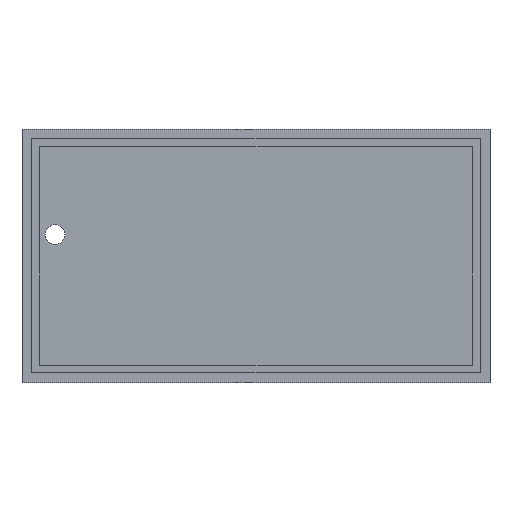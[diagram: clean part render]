
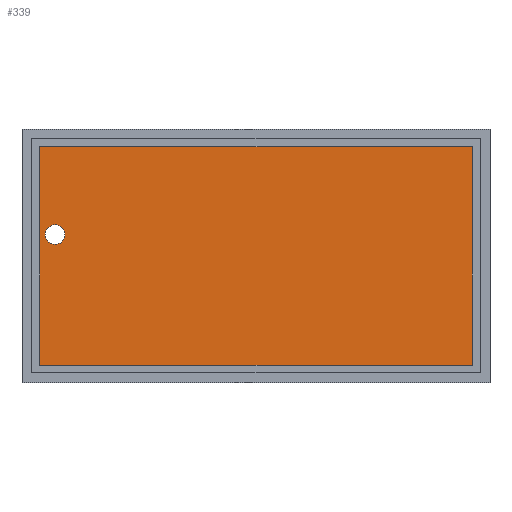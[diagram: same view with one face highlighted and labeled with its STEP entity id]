
A CAD part, top view. The second image highlights one B-rep face of the part: STEP entity #339.
In plain terms, the highlighted planar face has unit normal (0, 0, 1).
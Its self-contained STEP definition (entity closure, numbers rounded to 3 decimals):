
#6 = VERTEX_POINT ( 'NONE', #256 ) ;
#13 = ORIENTED_EDGE ( 'NONE', *, *, #471, .T. ) ;
#19 = CARTESIAN_POINT ( 'NONE',  ( 4.5, 60.5, -1.12 ) ) ;
#28 = VERTEX_POINT ( 'NONE', #84 ) ;
#46 = EDGE_CURVE ( 'NONE', #28, #6, #125, .T. ) ;
#49 = DIRECTION ( 'NONE',  ( 0., 0., -1. ) ) ;
#54 = DIRECTION ( 'NONE',  ( 1., 0., 0. ) ) ;
#57 = DIRECTION ( 'NONE',  ( 0., 0., 1. ) ) ;
#73 = CIRCLE ( 'NONE', #142, 2.5 ) ;
#76 = CARTESIAN_POINT ( 'NONE',  ( 4.5, 60.5, -1.12 ) ) ;
#84 = CARTESIAN_POINT ( 'NONE',  ( 115.5, 60.5, -1.12 ) ) ;
#90 = CARTESIAN_POINT ( 'NONE',  ( 115.5, 60.5, -1.12 ) ) ;
#96 = CARTESIAN_POINT ( 'NONE',  ( 4.5, 60.5, -1.12 ) ) ;
#109 = CARTESIAN_POINT ( 'NONE',  ( 4.5, 4.5, -1.12 ) ) ;
#114 = CARTESIAN_POINT ( 'NONE',  ( 8.5, 38., -1.12 ) ) ;
#120 = EDGE_LOOP ( 'NONE', ( #197, #473, #189, #13 ) ) ;
#124 = CARTESIAN_POINT ( 'NONE',  ( 8.5, 38., -1.12 ) ) ;
#125 = LINE ( 'NONE', #90, #414 ) ;
#128 = EDGE_CURVE ( 'NONE', #412, #441, #73, .T. ) ;
#139 = LINE ( 'NONE', #96, #440 ) ;
#142 = AXIS2_PLACEMENT_3D ( 'NONE', #124, #57, #387 ) ;
#189 = ORIENTED_EDGE ( 'NONE', *, *, #551, .F. ) ;
#197 = ORIENTED_EDGE ( 'NONE', *, *, #234, .T. ) ;
#201 = AXIS2_PLACEMENT_3D ( 'NONE', #267, #49, #533 ) ;
#205 = ORIENTED_EDGE ( 'NONE', *, *, #385, .F. ) ;
#234 = EDGE_CURVE ( 'NONE', #415, #6, #238, .T. ) ;
#238 = LINE ( 'NONE', #109, #383 ) ;
#244 = CARTESIAN_POINT ( 'NONE',  ( 11., 38., -1.12 ) ) ;
#245 = DIRECTION ( 'NONE',  ( 1., 0., 0. ) ) ;
#248 = DIRECTION ( 'NONE',  ( 0., -1., 0. ) ) ;
#256 = CARTESIAN_POINT ( 'NONE',  ( 115.5, 4.5, -1.12 ) ) ;
#267 = CARTESIAN_POINT ( 'NONE',  ( 0., 0., -1.12 ) ) ;
#275 = EDGE_LOOP ( 'NONE', ( #395, #205 ) ) ;
#285 = DIRECTION ( 'NONE',  ( -1., 0., 0. ) ) ;
#302 = FACE_OUTER_BOUND ( 'NONE', #120, .T. ) ;
#307 = CIRCLE ( 'NONE', #333, 2.5 ) ;
#333 = AXIS2_PLACEMENT_3D ( 'NONE', #114, #459, #285 ) ;
#339 = ADVANCED_FACE ( 'NONE', ( #302, #472 ), #475, .F. ) ;
#371 = LINE ( 'NONE', #76, #477 ) ;
#383 = VECTOR ( 'NONE', #245, 1000. ) ;
#385 = EDGE_CURVE ( 'NONE', #441, #412, #307, .T. ) ;
#387 = DIRECTION ( 'NONE',  ( -1., 0., 0. ) ) ;
#395 = ORIENTED_EDGE ( 'NONE', *, *, #128, .F. ) ;
#412 = VERTEX_POINT ( 'NONE', #540 ) ;
#414 = VECTOR ( 'NONE', #423, 1000. ) ;
#415 = VERTEX_POINT ( 'NONE', #546 ) ;
#423 = DIRECTION ( 'NONE',  ( 0., -1., 0. ) ) ;
#440 = VECTOR ( 'NONE', #54, 1000. ) ;
#441 = VERTEX_POINT ( 'NONE', #244 ) ;
#451 = VERTEX_POINT ( 'NONE', #19 ) ;
#459 = DIRECTION ( 'NONE',  ( 0., 0., 1. ) ) ;
#471 = EDGE_CURVE ( 'NONE', #451, #415, #371, .T. ) ;
#472 = FACE_BOUND ( 'NONE', #275, .T. ) ;
#473 = ORIENTED_EDGE ( 'NONE', *, *, #46, .F. ) ;
#475 = PLANE ( 'NONE',  #201 ) ;
#477 = VECTOR ( 'NONE', #248, 1000. ) ;
#533 = DIRECTION ( 'NONE',  ( -1., 0., 0. ) ) ;
#540 = CARTESIAN_POINT ( 'NONE',  ( 6., 38., -1.12 ) ) ;
#546 = CARTESIAN_POINT ( 'NONE',  ( 4.5, 4.5, -1.12 ) ) ;
#551 = EDGE_CURVE ( 'NONE', #451, #28, #139, .T. ) ;
